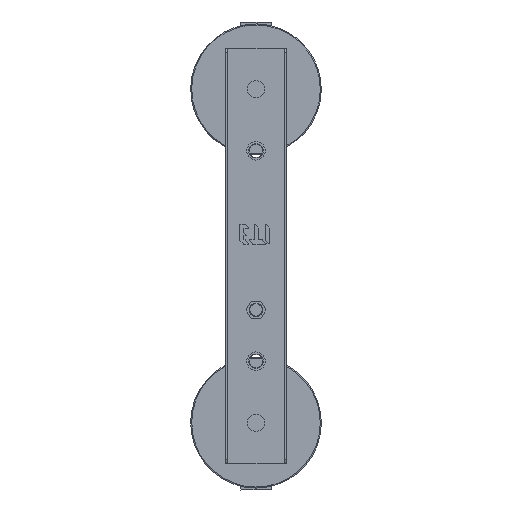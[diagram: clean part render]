
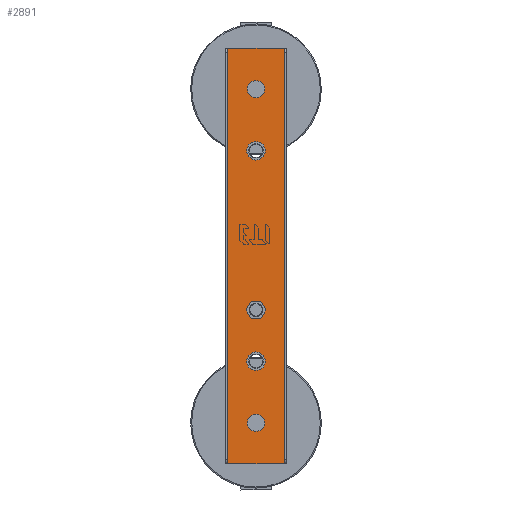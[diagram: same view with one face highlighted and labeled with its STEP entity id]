
A CAD part, front view. The second image highlights one B-rep face of the part: STEP entity #2891.
In plain terms, the highlighted planar face has unit normal (0, -1, 0).
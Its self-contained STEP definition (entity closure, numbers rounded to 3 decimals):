
#374=DIRECTION('',(-1.,0.,0.));
#375=VECTOR('',#374,55.);
#376=CARTESIAN_POINT('',(27.5,7.5,0.));
#377=LINE('',#376,#375);
#505=DIRECTION('',(0.,0.,-1.));
#506=VECTOR('',#505,405.);
#507=CARTESIAN_POINT('',(-27.5,7.5,405.));
#508=LINE('',#507,#506);
#549=DIRECTION('',(-1.,0.,0.));
#550=VECTOR('',#549,55.);
#551=CARTESIAN_POINT('',(27.5,7.5,405.));
#552=LINE('',#551,#550);
#592=DIRECTION('',(0.,0.,-1.));
#593=VECTOR('',#592,405.);
#594=CARTESIAN_POINT('',(27.5,7.5,405.));
#595=LINE('',#594,#593);
#599=CARTESIAN_POINT('',(0.,7.5,40.));
#600=DIRECTION('',(0.,1.,0.));
#601=DIRECTION('',(0.,0.,1.));
#602=AXIS2_PLACEMENT_3D('',#599,#600,#601);
#607=CARTESIAN_POINT('',(0.,7.5,40.));
#608=DIRECTION('',(0.,1.,0.));
#609=DIRECTION('',(0.,0.,-1.));
#610=AXIS2_PLACEMENT_3D('',#607,#608,#609);
#615=CARTESIAN_POINT('',(0.,7.5,365.));
#616=DIRECTION('',(0.,1.,0.));
#617=DIRECTION('',(0.,0.,1.));
#618=AXIS2_PLACEMENT_3D('',#615,#616,#617);
#623=CARTESIAN_POINT('',(0.,7.5,365.));
#624=DIRECTION('',(0.,1.,0.));
#625=DIRECTION('',(0.,0.,-1.));
#626=AXIS2_PLACEMENT_3D('',#623,#624,#625);
#663=CARTESIAN_POINT('',(0.,7.5,100.));
#664=DIRECTION('',(0.,-1.,0.));
#665=DIRECTION('',(0.,0.,1.));
#666=AXIS2_PLACEMENT_3D('',#663,#664,#665);
#671=CARTESIAN_POINT('',(0.,7.5,100.));
#672=DIRECTION('',(0.,-1.,0.));
#673=DIRECTION('',(0.,0.,-1.));
#674=AXIS2_PLACEMENT_3D('',#671,#672,#673);
#711=CARTESIAN_POINT('',(0.,7.5,305.));
#712=DIRECTION('',(0.,-1.,0.));
#713=DIRECTION('',(0.,0.,1.));
#714=AXIS2_PLACEMENT_3D('',#711,#712,#713);
#719=CARTESIAN_POINT('',(0.,7.5,305.));
#720=DIRECTION('',(0.,-1.,0.));
#721=DIRECTION('',(0.,0.,-1.));
#722=AXIS2_PLACEMENT_3D('',#719,#720,#721);
#727=DIRECTION('',(0.5,0.,0.866));
#728=VECTOR('',#727,9.699);
#729=CARTESIAN_POINT('',(4.85,7.5,141.6));
#730=LINE('',#729,#728);
#734=DIRECTION('',(-0.5,0.,0.866));
#735=VECTOR('',#734,9.699);
#736=CARTESIAN_POINT('',(9.699,7.5,150.));
#737=LINE('',#736,#735);
#741=DIRECTION('',(-1.,0.,0.));
#742=VECTOR('',#741,9.699);
#743=CARTESIAN_POINT('',(4.85,7.5,158.4));
#744=LINE('',#743,#742);
#748=DIRECTION('',(-0.5,0.,-0.866));
#749=VECTOR('',#748,9.699);
#750=CARTESIAN_POINT('',(-4.85,7.5,158.4));
#751=LINE('',#750,#749);
#755=DIRECTION('',(0.5,0.,-0.866));
#756=VECTOR('',#755,9.699);
#757=CARTESIAN_POINT('',(-9.699,7.5,150.));
#758=LINE('',#757,#756);
#762=DIRECTION('',(1.,0.,0.));
#763=VECTOR('',#762,9.699);
#764=CARTESIAN_POINT('',(-4.85,7.5,141.6));
#765=LINE('',#764,#763);
#2232=CARTESIAN_POINT('',(27.5,7.5,0.));
#2233=CARTESIAN_POINT('',(-27.5,7.5,0.));
#2234=VERTEX_POINT('',#2232);
#2235=VERTEX_POINT('',#2233);
#2236=CARTESIAN_POINT('',(27.5,7.5,405.));
#2237=CARTESIAN_POINT('',(-27.5,7.5,405.));
#2238=VERTEX_POINT('',#2236);
#2239=VERTEX_POINT('',#2237);
#2308=CARTESIAN_POINT('',(0.,7.5,48.5));
#2309=CARTESIAN_POINT('',(0.,7.5,31.5));
#2310=VERTEX_POINT('',#2308);
#2311=VERTEX_POINT('',#2309);
#2312=CARTESIAN_POINT('',(0.,7.5,373.5));
#2313=CARTESIAN_POINT('',(0.,7.5,356.5));
#2314=VERTEX_POINT('',#2312);
#2315=VERTEX_POINT('',#2313);
#2340=CARTESIAN_POINT('',(0.,7.5,109.));
#2341=CARTESIAN_POINT('',(0.,7.5,91.));
#2342=VERTEX_POINT('',#2340);
#2343=VERTEX_POINT('',#2341);
#2352=CARTESIAN_POINT('',(0.,7.5,314.));
#2353=CARTESIAN_POINT('',(0.,7.5,296.));
#2354=VERTEX_POINT('',#2352);
#2355=VERTEX_POINT('',#2353);
#2372=CARTESIAN_POINT('',(4.85,7.5,141.6));
#2373=CARTESIAN_POINT('',(9.699,7.5,150.));
#2374=VERTEX_POINT('',#2372);
#2375=VERTEX_POINT('',#2373);
#2376=CARTESIAN_POINT('',(4.85,7.5,158.4));
#2377=VERTEX_POINT('',#2376);
#2378=CARTESIAN_POINT('',(-4.85,7.5,158.4));
#2379=VERTEX_POINT('',#2378);
#2380=CARTESIAN_POINT('',(-9.699,7.5,150.));
#2381=VERTEX_POINT('',#2380);
#2382=CARTESIAN_POINT('',(-4.85,7.5,141.6));
#2383=VERTEX_POINT('',#2382);
#2842=CARTESIAN_POINT('',(27.5,7.5,405.));
#2843=DIRECTION('',(0.,1.,0.));
#2844=DIRECTION('',(-1.,0.,0.));
#2845=AXIS2_PLACEMENT_3D('',#2842,#2843,#2844);
#2846=PLANE('',#2845);
#2847=ORIENTED_EDGE('',*,*,#2593,.T.);
#2848=ORIENTED_EDGE('',*,*,#2797,.F.);
#2849=ORIENTED_EDGE('',*,*,#2822,.F.);
#2850=ORIENTED_EDGE('',*,*,#2690,.T.);
#2851=EDGE_LOOP('',(#2847,#2848,#2849,#2850));
#2852=FACE_OUTER_BOUND('',#2851,.F.);
#2854=ORIENTED_EDGE('',*,*,#2853,.F.);
#2856=ORIENTED_EDGE('',*,*,#2855,.F.);
#2857=EDGE_LOOP('',(#2854,#2856));
#2858=FACE_BOUND('',#2857,.F.);
#2860=ORIENTED_EDGE('',*,*,#2859,.F.);
#2862=ORIENTED_EDGE('',*,*,#2861,.F.);
#2863=EDGE_LOOP('',(#2860,#2862));
#2864=FACE_BOUND('',#2863,.F.);
#2866=ORIENTED_EDGE('',*,*,#2865,.T.);
#2868=ORIENTED_EDGE('',*,*,#2867,.T.);
#2869=EDGE_LOOP('',(#2866,#2868));
#2870=FACE_BOUND('',#2869,.F.);
#2872=ORIENTED_EDGE('',*,*,#2871,.T.);
#2874=ORIENTED_EDGE('',*,*,#2873,.T.);
#2875=EDGE_LOOP('',(#2872,#2874));
#2876=FACE_BOUND('',#2875,.F.);
#2878=ORIENTED_EDGE('',*,*,#2877,.T.);
#2880=ORIENTED_EDGE('',*,*,#2879,.T.);
#2882=ORIENTED_EDGE('',*,*,#2881,.T.);
#2884=ORIENTED_EDGE('',*,*,#2883,.T.);
#2886=ORIENTED_EDGE('',*,*,#2885,.T.);
#2888=ORIENTED_EDGE('',*,*,#2887,.T.);
#2889=EDGE_LOOP('',(#2878,#2880,#2882,#2884,#2886,#2888));
#2890=FACE_BOUND('',#2889,.F.);
#603=CIRCLE('',#602,8.5);
#611=CIRCLE('',#610,8.5);
#619=CIRCLE('',#618,8.5);
#627=CIRCLE('',#626,8.5);
#667=CIRCLE('',#666,9.);
#675=CIRCLE('',#674,9.);
#715=CIRCLE('',#714,9.);
#723=CIRCLE('',#722,9.);
#2593=EDGE_CURVE('',#2234,#2235,#377,.T.);
#2690=EDGE_CURVE('',#2238,#2234,#595,.T.);
#2797=EDGE_CURVE('',#2239,#2235,#508,.T.);
#2822=EDGE_CURVE('',#2238,#2239,#552,.T.);
#2853=EDGE_CURVE('',#2310,#2311,#603,.T.);
#2855=EDGE_CURVE('',#2311,#2310,#611,.T.);
#2859=EDGE_CURVE('',#2314,#2315,#619,.T.);
#2861=EDGE_CURVE('',#2315,#2314,#627,.T.);
#2865=EDGE_CURVE('',#2342,#2343,#667,.T.);
#2867=EDGE_CURVE('',#2343,#2342,#675,.T.);
#2871=EDGE_CURVE('',#2354,#2355,#715,.T.);
#2873=EDGE_CURVE('',#2355,#2354,#723,.T.);
#2877=EDGE_CURVE('',#2374,#2375,#730,.T.);
#2879=EDGE_CURVE('',#2375,#2377,#737,.T.);
#2881=EDGE_CURVE('',#2377,#2379,#744,.T.);
#2883=EDGE_CURVE('',#2379,#2381,#751,.T.);
#2885=EDGE_CURVE('',#2381,#2383,#758,.T.);
#2887=EDGE_CURVE('',#2383,#2374,#765,.T.);
#2891=ADVANCED_FACE('',(#2852,#2858,#2864,#2870,#2876,#2890),#2846,.F.);
